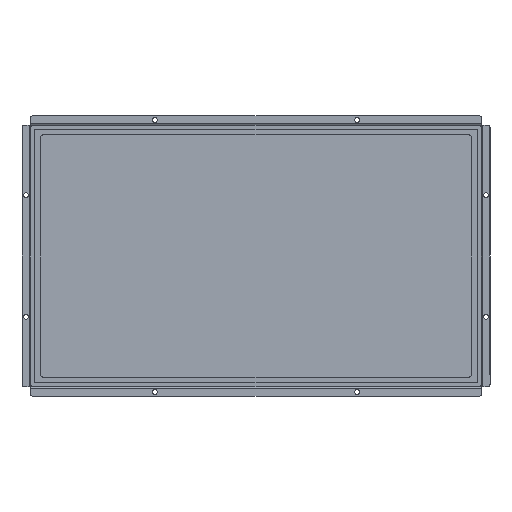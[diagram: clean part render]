
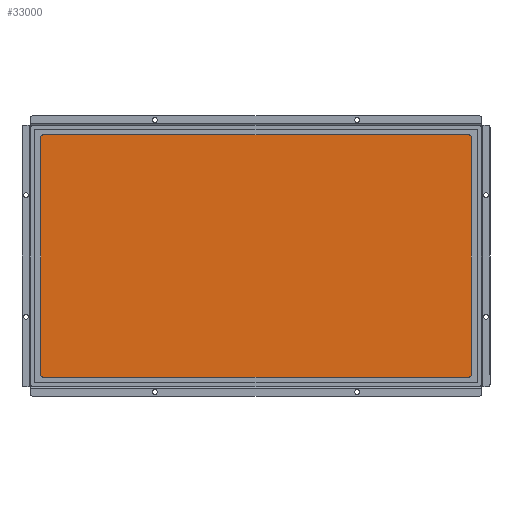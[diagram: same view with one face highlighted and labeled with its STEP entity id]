
A CAD part, front view. The second image highlights one B-rep face of the part: STEP entity #33000.
In plain terms, the highlighted face is planar.
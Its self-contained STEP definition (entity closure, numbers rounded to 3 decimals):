
#1597=FACE_OUTER_BOUND('',#3480,.T.);
#3480=EDGE_LOOP('',(#21352,#21353,#21354,#21355,#21356,#21357,#21358,#21359));
#5653=LINE('',#47878,#8806);
#5654=LINE('',#47882,#8807);
#5655=LINE('',#47886,#8808);
#5656=LINE('',#47889,#8809);
#8806=VECTOR('',#38533,10.);
#8807=VECTOR('',#38536,10.);
#8808=VECTOR('',#38539,10.);
#8809=VECTOR('',#38542,10.);
#11920=CIRCLE('',#35338,2.);
#11921=CIRCLE('',#35339,2.);
#11922=CIRCLE('',#35340,2.);
#11923=CIRCLE('',#35341,2.);
#13274=VERTEX_POINT('',#47874);
#13275=VERTEX_POINT('',#47875);
#13276=VERTEX_POINT('',#47877);
#13277=VERTEX_POINT('',#47879);
#13278=VERTEX_POINT('',#47881);
#13279=VERTEX_POINT('',#47883);
#13280=VERTEX_POINT('',#47885);
#13281=VERTEX_POINT('',#47887);
#16460=EDGE_CURVE('',#13274,#13275,#11920,.T.);
#16461=EDGE_CURVE('',#13276,#13274,#5653,.T.);
#16462=EDGE_CURVE('',#13277,#13276,#11921,.T.);
#16463=EDGE_CURVE('',#13278,#13277,#5654,.T.);
#16464=EDGE_CURVE('',#13279,#13278,#11922,.T.);
#16465=EDGE_CURVE('',#13280,#13279,#5655,.T.);
#16466=EDGE_CURVE('',#13281,#13280,#11923,.T.);
#16467=EDGE_CURVE('',#13275,#13281,#5656,.T.);
#21352=ORIENTED_EDGE('',*,*,#16460,.T.);
#21353=ORIENTED_EDGE('',*,*,#16467,.T.);
#21354=ORIENTED_EDGE('',*,*,#16466,.T.);
#21355=ORIENTED_EDGE('',*,*,#16465,.T.);
#21356=ORIENTED_EDGE('',*,*,#16464,.T.);
#21357=ORIENTED_EDGE('',*,*,#16463,.T.);
#21358=ORIENTED_EDGE('',*,*,#16462,.T.);
#21359=ORIENTED_EDGE('',*,*,#16461,.T.);
#30679=PLANE('',#35360);
#33000=ADVANCED_FACE('',(#1597),#30679,.T.);
#35338=AXIS2_PLACEMENT_3D('',#47876,#38531,#38532);
#35339=AXIS2_PLACEMENT_3D('',#47880,#38534,#38535);
#35340=AXIS2_PLACEMENT_3D('',#47884,#38537,#38538);
#35341=AXIS2_PLACEMENT_3D('',#47888,#38540,#38541);
#35360=AXIS2_PLACEMENT_3D('',#47940,#38599,#38600);
#38531=DIRECTION('center_axis',(0.,0.,1.));
#38532=DIRECTION('ref_axis',(-1.,0.,0.));
#38533=DIRECTION('',(0.,1.,0.));
#38534=DIRECTION('center_axis',(0.,0.,1.));
#38535=DIRECTION('ref_axis',(0.,1.,0.));
#38536=DIRECTION('',(1.,0.,0.));
#38537=DIRECTION('center_axis',(0.,0.,1.));
#38538=DIRECTION('ref_axis',(1.,0.,0.));
#38539=DIRECTION('',(0.,-1.,0.));
#38540=DIRECTION('center_axis',(0.,0.,1.));
#38541=DIRECTION('ref_axis',(0.,-1.,0.));
#38542=DIRECTION('',(-1.,0.,0.));
#38599=DIRECTION('center_axis',(0.,0.,1.));
#38600=DIRECTION('ref_axis',(1.,0.,0.));
#47874=CARTESIAN_POINT('',(265.68,147.445,17.));
#47875=CARTESIAN_POINT('',(263.68,149.445,17.));
#47876=CARTESIAN_POINT('Origin',(263.68,147.445,17.));
#47877=CARTESIAN_POINT('',(265.68,-147.445,17.));
#47878=CARTESIAN_POINT('',(265.68,-73.723,17.));
#47879=CARTESIAN_POINT('',(263.68,-149.445,17.));
#47880=CARTESIAN_POINT('Origin',(263.68,-147.445,17.));
#47881=CARTESIAN_POINT('',(-263.68,-149.445,17.));
#47882=CARTESIAN_POINT('',(-131.84,-149.445,17.));
#47883=CARTESIAN_POINT('',(-265.68,-147.445,17.));
#47884=CARTESIAN_POINT('Origin',(-263.68,-147.445,17.));
#47885=CARTESIAN_POINT('',(-265.68,147.445,17.));
#47886=CARTESIAN_POINT('',(-265.68,73.723,17.));
#47887=CARTESIAN_POINT('',(-263.68,149.445,17.));
#47888=CARTESIAN_POINT('Origin',(-263.68,147.445,17.));
#47889=CARTESIAN_POINT('',(131.84,149.445,17.));
#47940=CARTESIAN_POINT('Origin',(0.,0.,17.));
